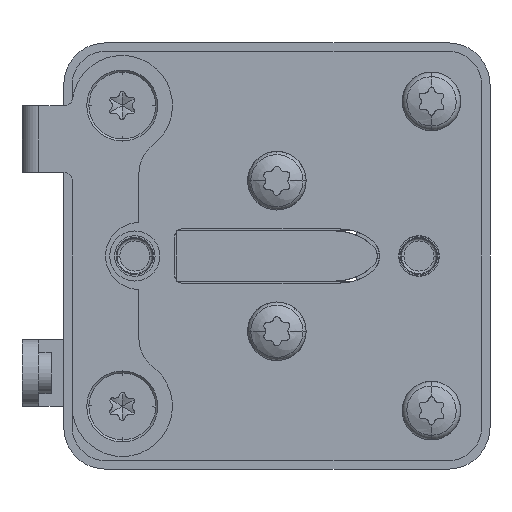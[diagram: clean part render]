
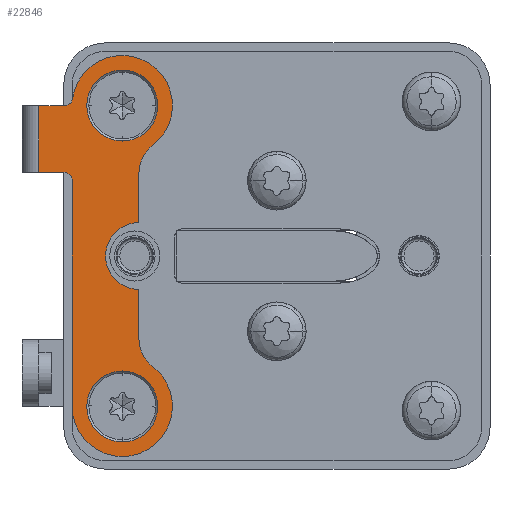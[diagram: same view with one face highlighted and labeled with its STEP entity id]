
A CAD part, left-side view. The second image highlights one B-rep face of the part: STEP entity #22846.
In plain terms, the highlighted face is planar.
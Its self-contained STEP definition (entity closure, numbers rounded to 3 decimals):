
#21992=DIRECTION('',(0.,0.,-1.));
#21993=VECTOR('',#21992,3.072);
#21994=CARTESIAN_POINT('',(-18.,2.,10.));
#21995=LINE('',#21994,#21993);
#21999=CARTESIAN_POINT('',(-19.,2.,6.928));
#22000=DIRECTION('',(0.,1.,0.));
#22001=DIRECTION('',(1.,0.,0.));
#22002=AXIS2_PLACEMENT_3D('',#21999,#22000,#22001);
#22007=CARTESIAN_POINT('',(-18.,2.,0.));
#22008=DIRECTION('',(0.,-1.,0.));
#22009=DIRECTION('',(-0.143,0.,0.99));
#22010=AXIS2_PLACEMENT_3D('',#22007,#22008,#22009);
#22015=CARTESIAN_POINT('',(-18.,2.,0.));
#22016=DIRECTION('',(0.,-1.,0.));
#22017=DIRECTION('',(-0.8,0.,0.6));
#22018=AXIS2_PLACEMENT_3D('',#22015,#22016,#22017);
#22023=CARTESIAN_POINT('',(-10.,2.,-6.));
#22024=DIRECTION('',(0.,1.,0.));
#22025=DIRECTION('',(-0.8,0.,0.6));
#22026=AXIS2_PLACEMENT_3D('',#22023,#22024,#22025);
#22031=DIRECTION('',(1.,0.,0.));
#22032=VECTOR('',#22031,6.);
#22033=CARTESIAN_POINT('',(-10.,2.,-2.));
#22034=LINE('',#22033,#22032);
#22038=CARTESIAN_POINT('',(0.,2.,-2.));
#22039=DIRECTION('',(0.,1.,0.));
#22040=DIRECTION('',(-1.,0.,0.));
#22041=AXIS2_PLACEMENT_3D('',#22038,#22039,#22040);
#22046=DIRECTION('',(1.,0.,0.));
#22047=VECTOR('',#22046,6.);
#22048=CARTESIAN_POINT('',(4.,2.,-2.));
#22049=LINE('',#22048,#22047);
#22053=CARTESIAN_POINT('',(10.,2.,-6.));
#22054=DIRECTION('',(0.,1.,0.));
#22055=DIRECTION('',(0.,0.,1.));
#22056=AXIS2_PLACEMENT_3D('',#22053,#22054,#22055);
#22061=CARTESIAN_POINT('',(18.,2.,0.));
#22062=DIRECTION('',(0.,-1.,0.));
#22063=DIRECTION('',(-0.8,0.,-0.6));
#22064=AXIS2_PLACEMENT_3D('',#22061,#22062,#22063);
#22069=CARTESIAN_POINT('',(18.,2.,0.));
#22070=DIRECTION('',(0.,-1.,0.));
#22071=DIRECTION('',(0.,0.,-1.));
#22072=AXIS2_PLACEMENT_3D('',#22069,#22070,#22071);
#22077=DIRECTION('',(-1.,0.,0.));
#22078=VECTOR('',#22077,27.);
#22079=CARTESIAN_POINT('',(18.,2.,6.));
#22080=LINE('',#22079,#22078);
#22084=CARTESIAN_POINT('',(-9.,2.,7.));
#22085=DIRECTION('',(0.,1.,0.));
#22086=DIRECTION('',(0.,0.,-1.));
#22087=AXIS2_PLACEMENT_3D('',#22084,#22085,#22086);
#22092=DIRECTION('',(0.,0.,1.));
#22093=VECTOR('',#22092,3.);
#22094=CARTESIAN_POINT('',(-10.,2.,7.));
#22095=LINE('',#22094,#22093);
#22099=CARTESIAN_POINT('',(-18.,2.,0.));
#22100=DIRECTION('',(0.,1.,0.));
#22101=DIRECTION('',(-1.,0.,0.));
#22102=AXIS2_PLACEMENT_3D('',#22099,#22100,#22101);
#22107=CARTESIAN_POINT('',(-18.,2.,0.));
#22108=DIRECTION('',(0.,1.,0.));
#22109=DIRECTION('',(0.,0.,1.));
#22110=AXIS2_PLACEMENT_3D('',#22107,#22108,#22109);
#22115=CARTESIAN_POINT('',(-18.,2.,0.));
#22116=DIRECTION('',(0.,1.,0.));
#22117=DIRECTION('',(1.,0.,0.));
#22118=AXIS2_PLACEMENT_3D('',#22115,#22116,#22117);
#22123=CARTESIAN_POINT('',(-18.,2.,0.));
#22124=DIRECTION('',(0.,1.,0.));
#22125=DIRECTION('',(0.,0.,-1.));
#22126=AXIS2_PLACEMENT_3D('',#22123,#22124,#22125);
#22131=CARTESIAN_POINT('',(18.,2.,0.));
#22132=DIRECTION('',(0.,1.,0.));
#22133=DIRECTION('',(-1.,0.,0.));
#22134=AXIS2_PLACEMENT_3D('',#22131,#22132,#22133);
#22139=CARTESIAN_POINT('',(18.,2.,0.));
#22140=DIRECTION('',(0.,1.,0.));
#22141=DIRECTION('',(0.,0.,1.));
#22142=AXIS2_PLACEMENT_3D('',#22139,#22140,#22141);
#22147=CARTESIAN_POINT('',(18.,2.,0.));
#22148=DIRECTION('',(0.,1.,0.));
#22149=DIRECTION('',(1.,0.,0.));
#22150=AXIS2_PLACEMENT_3D('',#22147,#22148,#22149);
#22155=CARTESIAN_POINT('',(18.,2.,0.));
#22156=DIRECTION('',(0.,1.,0.));
#22157=DIRECTION('',(0.,0.,-1.));
#22158=AXIS2_PLACEMENT_3D('',#22155,#22156,#22157);
#22170=DIRECTION('',(1.,0.,0.));
#22171=VECTOR('',#22170,8.);
#22172=CARTESIAN_POINT('',(-18.,2.,10.));
#22173=LINE('',#22172,#22171);
#22654=CARTESIAN_POINT('',(10.,2.,-2.));
#22655=CARTESIAN_POINT('',(13.2,2.,-3.6));
#22656=VERTEX_POINT('',#22654);
#22657=VERTEX_POINT('',#22655);
#22662=CARTESIAN_POINT('',(-18.,2.,10.));
#22663=CARTESIAN_POINT('',(-10.,2.,10.));
#22664=VERTEX_POINT('',#22662);
#22665=VERTEX_POINT('',#22663);
#22666=CARTESIAN_POINT('',(-18.,2.,6.928));
#22667=VERTEX_POINT('',#22666);
#22668=CARTESIAN_POINT('',(-18.857,2.,5.938));
#22669=VERTEX_POINT('',#22668);
#22670=CARTESIAN_POINT('',(-22.8,2.,3.6));
#22671=CARTESIAN_POINT('',(-13.2,2.,-3.6));
#22672=VERTEX_POINT('',#22670);
#22673=VERTEX_POINT('',#22671);
#22674=CARTESIAN_POINT('',(-10.,2.,-2.));
#22675=VERTEX_POINT('',#22674);
#22676=CARTESIAN_POINT('',(-4.,2.,-2.));
#22677=VERTEX_POINT('',#22676);
#22678=CARTESIAN_POINT('',(4.,2.,-2.));
#22679=VERTEX_POINT('',#22678);
#22680=CARTESIAN_POINT('',(18.,2.,-6.));
#22681=CARTESIAN_POINT('',(18.,2.,6.));
#22682=VERTEX_POINT('',#22680);
#22683=VERTEX_POINT('',#22681);
#22684=CARTESIAN_POINT('',(-9.,2.,6.));
#22685=VERTEX_POINT('',#22684);
#22686=CARTESIAN_POINT('',(-10.,2.,7.));
#22687=VERTEX_POINT('',#22686);
#22688=CARTESIAN_POINT('',(-18.,2.,4.25));
#22689=CARTESIAN_POINT('',(-13.75,2.,0.));
#22690=VERTEX_POINT('',#22688);
#22691=VERTEX_POINT('',#22689);
#22692=CARTESIAN_POINT('',(-22.25,2.,0.));
#22693=VERTEX_POINT('',#22692);
#22694=CARTESIAN_POINT('',(-18.,2.,-4.25));
#22695=VERTEX_POINT('',#22694);
#22696=CARTESIAN_POINT('',(18.,2.,4.25));
#22697=CARTESIAN_POINT('',(22.25,2.,0.));
#22698=VERTEX_POINT('',#22696);
#22699=VERTEX_POINT('',#22697);
#22700=CARTESIAN_POINT('',(13.75,2.,0.));
#22701=VERTEX_POINT('',#22700);
#22702=CARTESIAN_POINT('',(18.,2.,-4.25));
#22703=VERTEX_POINT('',#22702);
#22790=CARTESIAN_POINT('',(0.,2.,0.));
#22791=DIRECTION('',(0.,1.,0.));
#22792=DIRECTION('',(1.,0.,0.));
#22793=AXIS2_PLACEMENT_3D('',#22790,#22791,#22792);
#22794=PLANE('',#22793);
#22796=ORIENTED_EDGE('',*,*,#22795,.F.);
#22798=ORIENTED_EDGE('',*,*,#22797,.T.);
#22800=ORIENTED_EDGE('',*,*,#22799,.T.);
#22802=ORIENTED_EDGE('',*,*,#22801,.T.);
#22804=ORIENTED_EDGE('',*,*,#22803,.T.);
#22806=ORIENTED_EDGE('',*,*,#22805,.T.);
#22808=ORIENTED_EDGE('',*,*,#22807,.T.);
#22810=ORIENTED_EDGE('',*,*,#22809,.T.);
#22812=ORIENTED_EDGE('',*,*,#22811,.T.);
#22813=ORIENTED_EDGE('',*,*,#22779,.T.);
#22815=ORIENTED_EDGE('',*,*,#22814,.T.);
#22817=ORIENTED_EDGE('',*,*,#22816,.T.);
#22819=ORIENTED_EDGE('',*,*,#22818,.T.);
#22821=ORIENTED_EDGE('',*,*,#22820,.T.);
#22823=ORIENTED_EDGE('',*,*,#22822,.T.);
#22824=EDGE_LOOP('',(#22796,#22798,#22800,#22802,#22804,#22806,#22808,#22810,
#22812,#22813,#22815,#22817,#22819,#22821,#22823));
#22825=FACE_OUTER_BOUND('',#22824,.F.);
#22827=ORIENTED_EDGE('',*,*,#22826,.T.);
#22829=ORIENTED_EDGE('',*,*,#22828,.T.);
#22831=ORIENTED_EDGE('',*,*,#22830,.T.);
#22833=ORIENTED_EDGE('',*,*,#22832,.T.);
#22834=EDGE_LOOP('',(#22827,#22829,#22831,#22833));
#22835=FACE_BOUND('',#22834,.F.);
#22837=ORIENTED_EDGE('',*,*,#22836,.T.);
#22839=ORIENTED_EDGE('',*,*,#22838,.T.);
#22841=ORIENTED_EDGE('',*,*,#22840,.T.);
#22843=ORIENTED_EDGE('',*,*,#22842,.T.);
#22844=EDGE_LOOP('',(#22837,#22839,#22841,#22843));
#22845=FACE_BOUND('',#22844,.F.);
#22003=CIRCLE('',#22002,1.);
#22011=CIRCLE('',#22010,6.);
#22019=CIRCLE('',#22018,6.);
#22027=CIRCLE('',#22026,4.);
#22042=CIRCLE('',#22041,4.);
#22057=CIRCLE('',#22056,4.);
#22065=CIRCLE('',#22064,6.);
#22073=CIRCLE('',#22072,6.);
#22088=CIRCLE('',#22087,1.);
#22103=CIRCLE('',#22102,4.25);
#22111=CIRCLE('',#22110,4.25);
#22119=CIRCLE('',#22118,4.25);
#22127=CIRCLE('',#22126,4.25);
#22135=CIRCLE('',#22134,4.25);
#22143=CIRCLE('',#22142,4.25);
#22151=CIRCLE('',#22150,4.25);
#22159=CIRCLE('',#22158,4.25);
#22779=EDGE_CURVE('',#22656,#22657,#22057,.T.);
#22795=EDGE_CURVE('',#22664,#22665,#22173,.T.);
#22797=EDGE_CURVE('',#22664,#22667,#21995,.T.);
#22799=EDGE_CURVE('',#22667,#22669,#22003,.T.);
#22801=EDGE_CURVE('',#22669,#22672,#22011,.T.);
#22803=EDGE_CURVE('',#22672,#22673,#22019,.T.);
#22805=EDGE_CURVE('',#22673,#22675,#22027,.T.);
#22807=EDGE_CURVE('',#22675,#22677,#22034,.T.);
#22809=EDGE_CURVE('',#22677,#22679,#22042,.T.);
#22811=EDGE_CURVE('',#22679,#22656,#22049,.T.);
#22814=EDGE_CURVE('',#22657,#22682,#22065,.T.);
#22816=EDGE_CURVE('',#22682,#22683,#22073,.T.);
#22818=EDGE_CURVE('',#22683,#22685,#22080,.T.);
#22820=EDGE_CURVE('',#22685,#22687,#22088,.T.);
#22822=EDGE_CURVE('',#22687,#22665,#22095,.T.);
#22826=EDGE_CURVE('',#22693,#22690,#22103,.T.);
#22828=EDGE_CURVE('',#22690,#22691,#22111,.T.);
#22830=EDGE_CURVE('',#22691,#22695,#22119,.T.);
#22832=EDGE_CURVE('',#22695,#22693,#22127,.T.);
#22836=EDGE_CURVE('',#22701,#22698,#22135,.T.);
#22838=EDGE_CURVE('',#22698,#22699,#22143,.T.);
#22840=EDGE_CURVE('',#22699,#22703,#22151,.T.);
#22842=EDGE_CURVE('',#22703,#22701,#22159,.T.);
#22846=ADVANCED_FACE('',(#22825,#22835,#22845),#22794,.T.);
